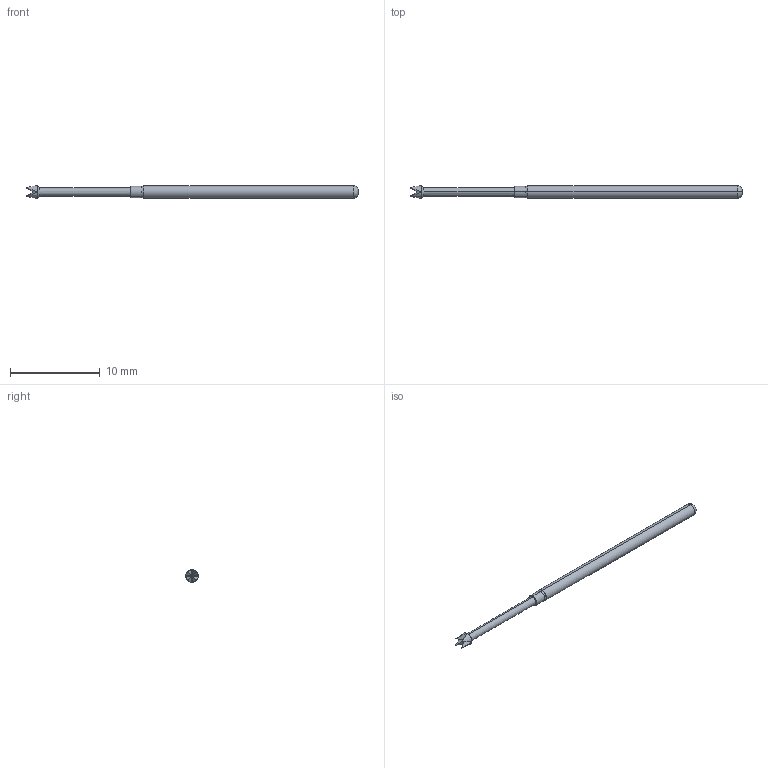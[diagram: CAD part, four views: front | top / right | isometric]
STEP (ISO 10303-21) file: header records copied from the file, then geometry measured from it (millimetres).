
FILE_DESCRIPTION (( 'STEP AP214' ), '1' );
FILE_NAME ('100-PR_4024_.STEP', '2013-02-28T13:47:54', ( 'Authorized User' ), ( '' ), 'SwSTEP 2.0', 'SolidWorks 2012', '' );
FILE_SCHEMA (( 'AUTOMOTIVE_DESIGN' ));
Length unit declared in the file: inch
Products named in the file (1): 100-PR_4024_
Bounding box: 37.08 x 1.41 x 1.41 mm (x, y, z)
Volume: 44.9 mm3; surface area: 147.4 mm2
Topology: 1 solids, 1 shells, 34 faces, 76 edges, 45 vertices
Faces by surface type: plane 18, cone 6, torus 6, cylinder 4
Entity records: 972 total; most frequent: CARTESIAN_POINT 198, DIRECTION 160, ORIENTED_EDGE 152, EDGE_CURVE 76, AXIS2_PLACEMENT_3D 63, VERTEX_POINT 45, EDGE_LOOP 35, LINE 34
